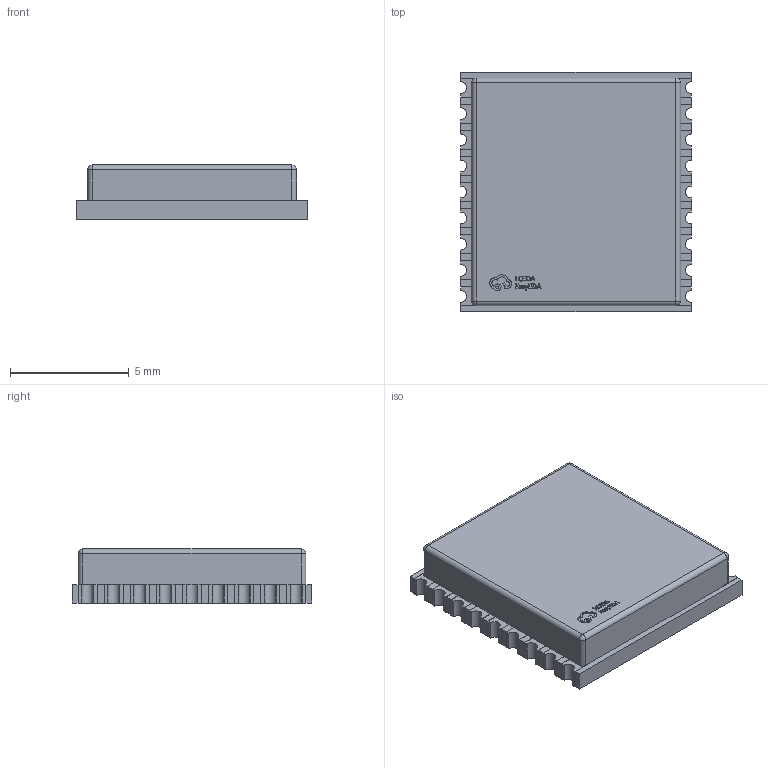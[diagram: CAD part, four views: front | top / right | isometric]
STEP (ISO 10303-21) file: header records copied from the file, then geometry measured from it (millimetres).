
FILE_DESCRIPTION (( 'STEP AP214' ), '1' );
FILE_NAME ('GPSM-SMD_L10.1-W9.7-H2.4-P1.1.step', '2022-06-24T03:46:58', ( '' ), ( '' ), 'SwSTEP 2.0', 'SolidWorks 2020', '' );
FILE_SCHEMA (( 'AUTOMOTIVE_DESIGN' ));
Length unit declared in the file: millimetre
Products named in the file (1): GPSM-SMD_L10.1-W9.7-H2.4-P1.1
Bounding box: 9.72 x 10.1 x 2.3 mm (x, y, z)
Volume: 202 mm3; surface area: 450.6 mm2
Topology: 2 solids, 2 shells, 496 faces, 1390 edges, 920 vertices
Faces by surface type: plane 345, bspline 112, cylinder 35, sphere 4
Entity records: 22455 total; most frequent: CARTESIAN_POINT 4907, ORIENTED_EDGE 2772, DIRECTION 1998, EDGE_CURVE 1386, VECTOR 1088, LINE 1088, VERTEX_POINT 920, EDGE_LOOP 522
